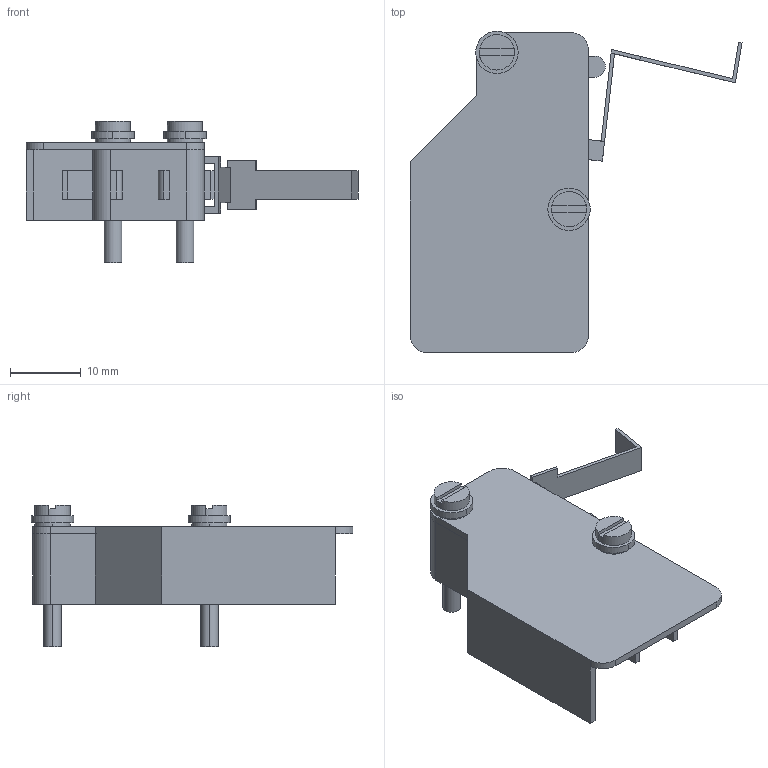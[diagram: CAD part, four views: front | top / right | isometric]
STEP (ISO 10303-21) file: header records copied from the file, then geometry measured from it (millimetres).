
FILE_DESCRIPTION((''),'2;1');
FILE_NAME('004661499_LBS_PS11_ASM','2021-10-01T',('marketing.praksa'),('Audax d.o.o.'),'CREO PARAMETRIC BY PTC INC, 2017480','CREO PARAMETRIC BY PTC INC, 2017480','');
FILE_SCHEMA(('AUTOMOTIVE_DESIGN { 1 0 10303 214 1 1 1 1 }'));
Length unit declared in the file: millimetre
Products named in the file (15): LBS-PS11_1; PRT7219_1; PRT7220_1_1; PRT7220_1_2; PRT7220_1_ASM; PRT7221_1_1; PRT7221_1_2; PRT7221_1_3; PRT7221_1_ASM; PRT7222_1; PRT7223_1_1; PRT7223_1_2; PRT7223_1_3; PRT7223_1_ASM; 004661499_LBS_PS11_ASM
Assembly tree (14 placements, depth 3):
  004661499_LBS_PS11_ASM
    LBS-PS11_1
    PRT7219_1
    PRT7220_1_ASM
      PRT7220_1_1
      PRT7220_1_2
    PRT7221_1_ASM
      PRT7221_1_1
      PRT7221_1_2
      PRT7221_1_3
    PRT7222_1
    PRT7223_1_ASM
      PRT7223_1_1
      PRT7223_1_2
      PRT7223_1_3
Bounding box: 46.98 x 45.5 x 20 mm (x, y, z)
Volume: 6167.7 mm3; surface area: 6288.4 mm2
Topology: 11 solids, 11 shells, 231 faces, 641 edges, 442 vertices
Faces by surface type: plane 146, cylinder 85
Entity records: 11671 total; most frequent: CARTESIAN_POINT 1425, DIRECTION 1383, ORIENTED_EDGE 1282, PRESENTATION_STYLE_ASSIGNMENT 801, STYLED_ITEM 801, CURVE_STYLE 641, EDGE_CURVE 641, AXIS2_PLACEMENT_3D 483
